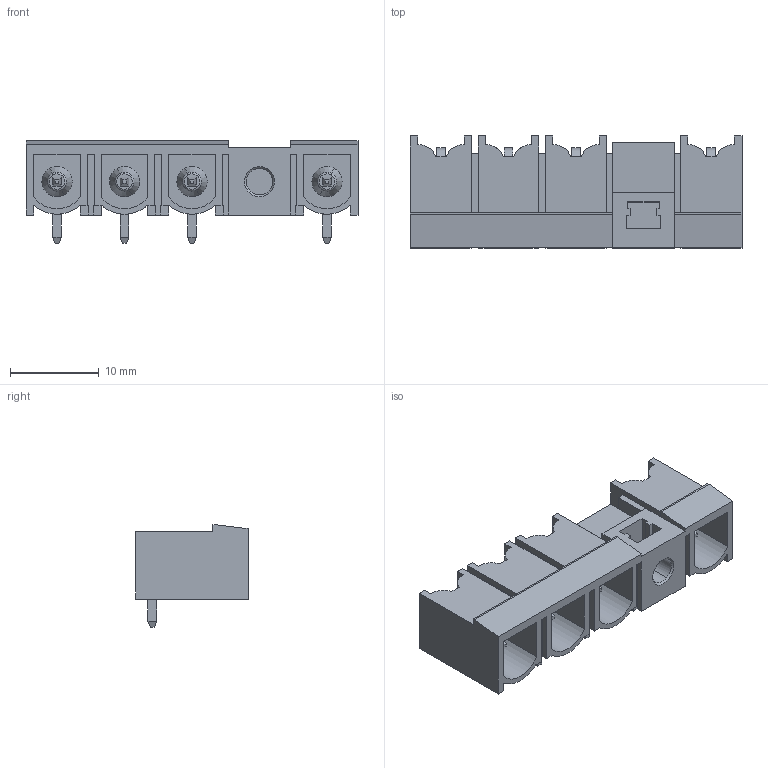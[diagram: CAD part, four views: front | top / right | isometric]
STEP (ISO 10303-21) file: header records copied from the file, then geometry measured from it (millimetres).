
FILE_DESCRIPTION(('CATIA V5 STEP Exchange','CAx-IF Rec.Pracs.--- Model Styling and Organization---1.4--- 2014-01-23'),'2;1');
FILE_NAME ('D1449685_1_1173770000_1173770000.stp','2021-02-02T16:03:41+00:00',('none'),('Weidmueller'),'CATIA Version 5-6 Release 2016 SP3 HF44','CATIA V5 STEP AP214','none');
FILE_SCHEMA(('AUTOMOTIVE_DESIGN { 1 0 10303 214 1 1 1 1 }'));
Length unit declared in the file: millimetre
Products named in the file (1): 1173770000
Bounding box: 37.48 x 12.65 x 11.6 mm (x, y, z)
Volume: 1856 mm3; surface area: 3293.3 mm2
Topology: 5 solids, 5 shells, 285 faces, 748 edges, 482 vertices
Faces by surface type: plane 233, cylinder 34, cone 10, torus 8
Entity records: 8264 total; most frequent: CARTESIAN_POINT 1622, ORIENTED_EDGE 1496, DIRECTION 1114, EDGE_CURVE 748, VECTOR 638, LINE 638, VERTEX_POINT 482, EDGE_LOOP 304
